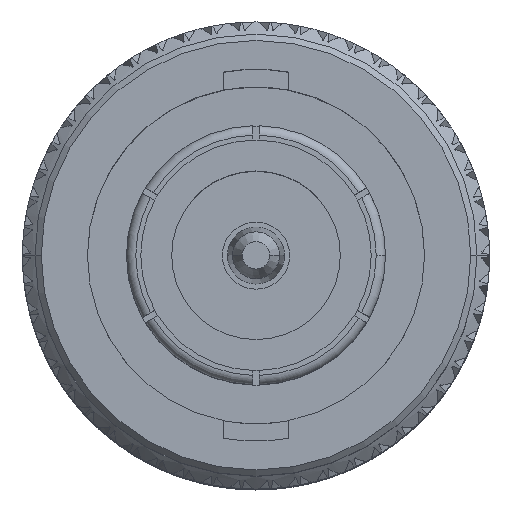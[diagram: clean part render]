
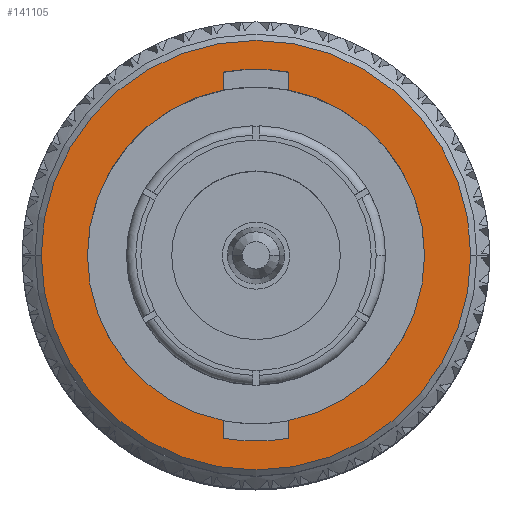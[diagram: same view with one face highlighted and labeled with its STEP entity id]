
A CAD part, top view. The second image highlights one B-rep face of the part: STEP entity #141105.
In plain terms, the highlighted planar face has unit normal (0, 0, 1).
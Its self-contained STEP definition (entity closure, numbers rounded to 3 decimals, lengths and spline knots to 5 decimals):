
#997 = ORIENTED_EDGE ( 'NONE', *, *, #14806, .F. ) ;
#3822 = CARTESIAN_POINT ( 'NONE',  ( 0., 0., 0. ) ) ;
#4207 = VERTEX_POINT ( 'NONE', #21770 ) ;
#4536 = EDGE_LOOP ( 'NONE', ( #997, #98714, #88014, #135637, #82633, #83578, #5043, #105404, #24768, #117940 ) ) ;
#4794 = CARTESIAN_POINT ( 'NONE',  ( -0.27, 0., 0. ) ) ;
#5043 = ORIENTED_EDGE ( 'NONE', *, *, #30081, .F. ) ;
#5648 = EDGE_CURVE ( 'NONE', #20990, #146792, #41376, .T. ) ;
#6855 = CARTESIAN_POINT ( 'NONE',  ( 0., 0., 0. ) ) ;
#8399 = VERTEX_POINT ( 'NONE', #60717 ) ;
#9852 = VERTEX_POINT ( 'NONE', #95400 ) ;
#12620 = VERTEX_POINT ( 'NONE', #156073 ) ;
#14806 = EDGE_CURVE ( 'NONE', #155661, #12620, #93316, .T. ) ;
#15985 = CARTESIAN_POINT ( 'NONE',  ( 0.0525, -0.29334, 0. ) ) ;
#16959 = EDGE_LOOP ( 'NONE', ( #155340, #138811 ) ) ;
#18547 = PLANE ( 'NONE',  #106748 ) ;
#20990 = VERTEX_POINT ( 'NONE', #153936 ) ;
#21770 = CARTESIAN_POINT ( 'NONE',  ( 0.27, 0., 0. ) ) ;
#23522 = CIRCLE ( 'NONE', #135996, 0.27 ) ;
#24768 = ORIENTED_EDGE ( 'NONE', *, *, #35345, .F. ) ;
#25167 = AXIS2_PLACEMENT_3D ( 'NONE', #31342, #82911, #120580 ) ;
#29228 = DIRECTION ( 'NONE',  ( 1., 0., 0. ) ) ;
#30081 = EDGE_CURVE ( 'NONE', #4207, #20990, #114082, .T. ) ;
#31126 = CIRCLE ( 'NONE', #122648, 0.344 ) ;
#31342 = CARTESIAN_POINT ( 'NONE',  ( 0., 0., 0. ) ) ;
#35345 = EDGE_CURVE ( 'NONE', #146976, #150662, #74779, .T. ) ;
#37123 = CARTESIAN_POINT ( 'NONE',  ( -0.0525, -0.26485, 0. ) ) ;
#41376 = LINE ( 'NONE', #15985, #50061 ) ;
#41499 = CARTESIAN_POINT ( 'NONE',  ( 0., 0., 0. ) ) ;
#42797 = AXIS2_PLACEMENT_3D ( 'NONE', #45726, #84228, #98902 ) ;
#43096 = DIRECTION ( 'NONE',  ( 0., 0., 1. ) ) ;
#43774 = DIRECTION ( 'NONE',  ( 0., 1., 0. ) ) ;
#44940 = AXIS2_PLACEMENT_3D ( 'NONE', #41499, #102892, #29228 ) ;
#45726 = CARTESIAN_POINT ( 'NONE',  ( 0., 0., 0. ) ) ;
#47465 = EDGE_CURVE ( 'NONE', #9852, #119899, #157546, .T. ) ;
#49110 = DIRECTION ( 'NONE',  ( 0., 0., 1. ) ) ;
#50061 = VECTOR ( 'NONE', #43774, 39.37008 ) ;
#50678 = EDGE_CURVE ( 'NONE', #90027, #155661, #80521, .T. ) ;
#58678 = AXIS2_PLACEMENT_3D ( 'NONE', #136873, #161538, #88497 ) ;
#60717 = CARTESIAN_POINT ( 'NONE',  ( -0.0525, 0.26485, 0. ) ) ;
#61071 = DIRECTION ( 'NONE',  ( 0., 0., 1. ) ) ;
#61417 = DIRECTION ( 'NONE',  ( 1., 0., 0. ) ) ;
#64267 = AXIS2_PLACEMENT_3D ( 'NONE', #149129, #49110, #150728 ) ;
#64728 = CARTESIAN_POINT ( 'NONE',  ( 0.0525, -0.26485, 0. ) ) ;
#71446 = VECTOR ( 'NONE', #74213, 39.37008 ) ;
#74213 = DIRECTION ( 'NONE',  ( 0., -1., 0. ) ) ;
#74779 = LINE ( 'NONE', #97702, #111874 ) ;
#77358 = CIRCLE ( 'NONE', #64267, 0.27 ) ;
#80521 = CIRCLE ( 'NONE', #101385, 0.27 ) ;
#82633 = ORIENTED_EDGE ( 'NONE', *, *, #106252, .F. ) ;
#82911 = DIRECTION ( 'NONE',  ( 0., 0., 1. ) ) ;
#83578 = ORIENTED_EDGE ( 'NONE', *, *, #5648, .F. ) ;
#84228 = DIRECTION ( 'NONE',  ( 0., 0., 1. ) ) ;
#88014 = ORIENTED_EDGE ( 'NONE', *, *, #94920, .F. ) ;
#88497 = DIRECTION ( 'NONE',  ( 1., 0., 0. ) ) ;
#90027 = VERTEX_POINT ( 'NONE', #4794 ) ;
#93061 = FACE_OUTER_BOUND ( 'NONE', #16959, .T. ) ;
#93316 = LINE ( 'NONE', #94112, #126289 ) ;
#93661 = DIRECTION ( 'NONE',  ( 0., 0., 1. ) ) ;
#94112 = CARTESIAN_POINT ( 'NONE',  ( -0.0525, -0.29334, 0. ) ) ;
#94908 = DIRECTION ( 'NONE',  ( 0., -1., 0. ) ) ;
#94920 = EDGE_CURVE ( 'NONE', #8399, #90027, #77358, .T. ) ;
#95400 = CARTESIAN_POINT ( 'NONE',  ( -0.344, 0., 0. ) ) ;
#97702 = CARTESIAN_POINT ( 'NONE',  ( 0.0525, -0.29334, 0. ) ) ;
#97943 = CARTESIAN_POINT ( 'NONE',  ( -0.0525, -0.29334, 0. ) ) ;
#98714 = ORIENTED_EDGE ( 'NONE', *, *, #50678, .F. ) ;
#98902 = DIRECTION ( 'NONE',  ( 1., 0., 0. ) ) ;
#99625 = CARTESIAN_POINT ( 'NONE',  ( -0.0525, 0.29334, 0. ) ) ;
#101385 = AXIS2_PLACEMENT_3D ( 'NONE', #124452, #137592, #149951 ) ;
#102892 = DIRECTION ( 'NONE',  ( 0., 0., 1. ) ) ;
#103279 = EDGE_CURVE ( 'NONE', #140120, #8399, #134842, .T. ) ;
#104534 = FACE_BOUND ( 'NONE', #4536, .T. ) ;
#105404 = ORIENTED_EDGE ( 'NONE', *, *, #151173, .F. ) ;
#106252 = EDGE_CURVE ( 'NONE', #146792, #140120, #152802, .T. ) ;
#106748 = AXIS2_PLACEMENT_3D ( 'NONE', #3822, #43096, #129885 ) ;
#109437 = CARTESIAN_POINT ( 'NONE',  ( 0., 0., 0. ) ) ;
#110410 = EDGE_CURVE ( 'NONE', #12620, #146976, #118906, .T. ) ;
#111874 = VECTOR ( 'NONE', #124737, 39.37008 ) ;
#114082 = CIRCLE ( 'NONE', #25167, 0.27 ) ;
#117940 = ORIENTED_EDGE ( 'NONE', *, *, #110410, .F. ) ;
#118906 = CIRCLE ( 'NONE', #58678, 0.298 ) ;
#119899 = VERTEX_POINT ( 'NONE', #156783 ) ;
#120580 = DIRECTION ( 'NONE',  ( 1., 0., 0. ) ) ;
#122648 = AXIS2_PLACEMENT_3D ( 'NONE', #6855, #93661, #61417 ) ;
#124452 = CARTESIAN_POINT ( 'NONE',  ( 0., 0., 0. ) ) ;
#124737 = DIRECTION ( 'NONE',  ( 0., 1., 0. ) ) ;
#126289 = VECTOR ( 'NONE', #94908, 39.37008 ) ;
#129885 = DIRECTION ( 'NONE',  ( 1., 0., 0. ) ) ;
#132763 = CARTESIAN_POINT ( 'NONE',  ( 0.0525, -0.29334, 0. ) ) ;
#134842 = LINE ( 'NONE', #97943, #71446 ) ;
#135637 = ORIENTED_EDGE ( 'NONE', *, *, #103279, .F. ) ;
#135996 = AXIS2_PLACEMENT_3D ( 'NONE', #109437, #61071, #146394 ) ;
#136873 = CARTESIAN_POINT ( 'NONE',  ( 0., 0., 0. ) ) ;
#137592 = DIRECTION ( 'NONE',  ( 0., 0., 1. ) ) ;
#138811 = ORIENTED_EDGE ( 'NONE', *, *, #145176, .T. ) ;
#140120 = VERTEX_POINT ( 'NONE', #99625 ) ;
#141105 = ADVANCED_FACE ( 'NONE', ( #104534, #93061 ), #18547, .T. ) ;
#145176 = EDGE_CURVE ( 'NONE', #119899, #9852, #31126, .T. ) ;
#146394 = DIRECTION ( 'NONE',  ( 1., 0., 0. ) ) ;
#146792 = VERTEX_POINT ( 'NONE', #147783 ) ;
#146976 = VERTEX_POINT ( 'NONE', #132763 ) ;
#147783 = CARTESIAN_POINT ( 'NONE',  ( 0.0525, 0.29334, 0. ) ) ;
#149129 = CARTESIAN_POINT ( 'NONE',  ( 0., 0., 0. ) ) ;
#149951 = DIRECTION ( 'NONE',  ( 1., 0., 0. ) ) ;
#150662 = VERTEX_POINT ( 'NONE', #64728 ) ;
#150728 = DIRECTION ( 'NONE',  ( 1., 0., 0. ) ) ;
#151173 = EDGE_CURVE ( 'NONE', #150662, #4207, #23522, .T. ) ;
#152802 = CIRCLE ( 'NONE', #42797, 0.298 ) ;
#153936 = CARTESIAN_POINT ( 'NONE',  ( 0.0525, 0.26485, 0. ) ) ;
#155340 = ORIENTED_EDGE ( 'NONE', *, *, #47465, .T. ) ;
#155661 = VERTEX_POINT ( 'NONE', #37123 ) ;
#156073 = CARTESIAN_POINT ( 'NONE',  ( -0.0525, -0.29334, 0. ) ) ;
#156783 = CARTESIAN_POINT ( 'NONE',  ( 0.344, 0., 0. ) ) ;
#157546 = CIRCLE ( 'NONE', #44940, 0.344 ) ;
#161538 = DIRECTION ( 'NONE',  ( 0., 0., 1. ) ) ;
